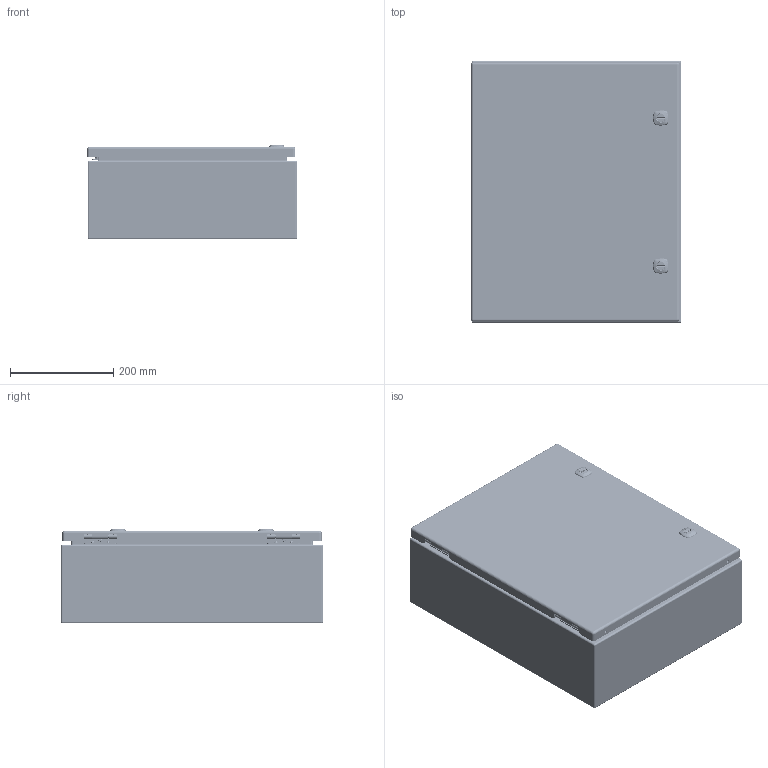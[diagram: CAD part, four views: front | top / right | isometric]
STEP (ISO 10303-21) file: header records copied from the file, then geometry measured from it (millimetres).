
FILE_DESCRIPTION(/* description */ ('5412EAL 20" x 16" x 6" Assembly'),/* implementation_level */ '2;1');
FILE_NAME(/* name */ '5412EAL201606.stp',/* time_stamp */ '2025-05-26T05:04:11-04:00',/* author */ ('BoxCad'),/* organization */ (''),/* preprocessor_version */ 'ST-DEVELOPER v20',/* originating_system */ 'Autodesk Inventor 2024',/* authorisation */ '');
FILE_SCHEMA (('AUTOMOTIVE_DESIGN { 1 0 10303 214 3 1 1 }'));
Products named in the file (45): 5412EAL201606; 5412EAL201606B; 5412EAL201606B-P; STK-Q-16010; STUD_AL_M6 x 16mm; 5412EAL201606C; 5412EAL201606C-P; 5412EAL201606G; STK-A-33016-1; STK-A-33016-2; STK-Q-33016-A; STK-Q-90261; STK-Q-40096; STK-Q-33016-B; STK-Q-16060; STK-Q-46020-20; STK-Q-07220-1; STK-Q-07220-2; STK-Q-07220-3; STK-Q-07220-4; STK-Q-07220-A; STK-Q-07220-B; STK-P-02400S; STK-S-00100; STK-A-880SCQ4-SL; STK-Q-78110; STK-Q-78120; STK-Q-78145; STK-Q-03200; STK-Q-78125; STK-Q-78141; STK-Q-90390; STK-Q-78160; STK-Q-04050-08-1; STK-Q-04050-08-2; STK-Q-04050-08-P; STK-Q-04051-N; STK-A-01800; 880 PP; 5412EAL201606IPK ...
Assembly tree (74 placements, depth 4):
  5412EAL201606
    5412EAL201606B
      5412EAL201606B-P
      STK-Q-16010  x4
      STK-P-02400S
      STUD_AL_M6 x 16mm
    5412EAL201606C
      5412EAL201606C-P
      5412EAL201606G
      STK-A-33016-1
        STK-Q-33016-A
        STK-Q-90261
        STK-Q-40096  x2
        STK-Q-33016-B  x2
      STK-A-33016-2
        STK-Q-33016-A
        STK-Q-90261
        STK-Q-40096  x2
        STK-Q-33016-B  x2
      STK-Q-16060  x4
      STK-Q-46020-20  x2
      STK-Q-07220-1
        STK-Q-07220-A
        STK-Q-07220-B
      STK-Q-07220-2
        STK-Q-07220-A
        STK-Q-07220-B
      STK-Q-07220-3
        STK-Q-07220-A
        STK-Q-07220-B
      STK-Q-07220-4
        STK-Q-07220-A
        STK-Q-07220-B
      STK-P-02400S
      STK-S-00100
      STK-A-880SCQ4-SL  x2
        STK-Q-78110
        STK-Q-78120
        STK-Q-78145
        STK-Q-03200
        STK-Q-78125
        STK-Q-78141
        STK-Q-90390
        STK-Q-78160
    STK-Q-04050-08-1
      STK-Q-04050-08-P
      STK-Q-04051-N
    STK-Q-04050-08-2
      STK-Q-04050-08-P
      STK-Q-04051-N
    STK-A-01800
    880 PP
    5412EAL201606IPK
      STK-Q-07610  x2
      STK-Q-07310  x2
    STK-Q-07615  x2
    881SP2016G
      881SP2016G-P
    STK-Q-07310  x2
Bounding box: 407.48 x 508 x 183.86 mm (x, y, z)
Volume: 2400913.5 mm3; surface area: 2102971 mm2
Topology: 64 solids, 64 shells, 5936 faces, 15179 edges, 9434 vertices
Faces by surface type: plane 2799, bspline 1348, cylinder 1189, torus 314, sphere 180, cone 106
Full cylindrical faces by diameter (mm): 0.75 x9, 0.762 x9, 1 x8, 1.125 x4, 3.2 x4, 4.191 x32, 4.85 x16, 5 x4, 5.1 x32, 5.156 x4, 5.9 x77, 6 x2, 6.015 x32, 6.8 x4, 6.85 x16, 7.1 x2, 7.366 x6, 7.9 x60, 8 x10, 9 x4, 9.5 x4, 9.6 x2, 9.906 x4, 10 x2, 12 x2, 12.7 x4, 12.8 x2, 13 x2, 15.9 x2, 16 x2
Entity records: 112785 total; most frequent: CARTESIAN_POINT 46750, ORIENTED_EDGE 14254, DIRECTION 11627, EDGE_CURVE 7127, VERTEX_POINT 4484, AXIS2_PLACEMENT_3D 3991, LINE 3645, VECTOR 3645
